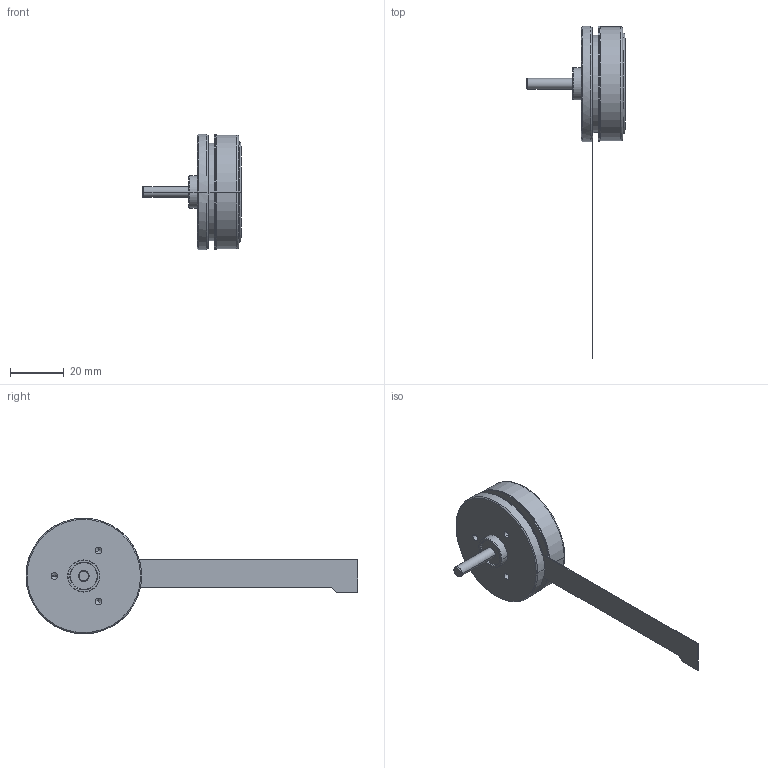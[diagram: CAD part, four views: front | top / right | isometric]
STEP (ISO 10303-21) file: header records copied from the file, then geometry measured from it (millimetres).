
FILE_DESCRIPTION((''),'2;1');
FILE_NAME('1035638','2016-10-10T',('mmagpetk'),(''),'CREO PARAMETRIC BY PTC INC, 2016050','CREO PARAMETRIC BY PTC INC, 2016050','');
FILE_SCHEMA(('CONFIG_CONTROL_DESIGN'));
Length unit declared in the file: millimetre
Products named in the file (1): 1035638
Bounding box: 37 x 124.1 x 43.2 mm (x, y, z)
Volume: 23116.5 mm3; surface area: 7979.2 mm2
Topology: 1 solids, 1 shells, 78 faces, 171 edges, 101 vertices
Faces by surface type: cylinder 27, plane 20, cone 17, torus 10, revolution 4
Entity records: 2750 total; most frequent: DIRECTION 406, CARTESIAN_POINT 390, ORIENTED_EDGE 330, AXIS2_PLACEMENT_3D 169, PRESENTATION_STYLE_ASSIGNMENT 166, STYLED_ITEM 166, CURVE_STYLE 165, EDGE_CURVE 165
